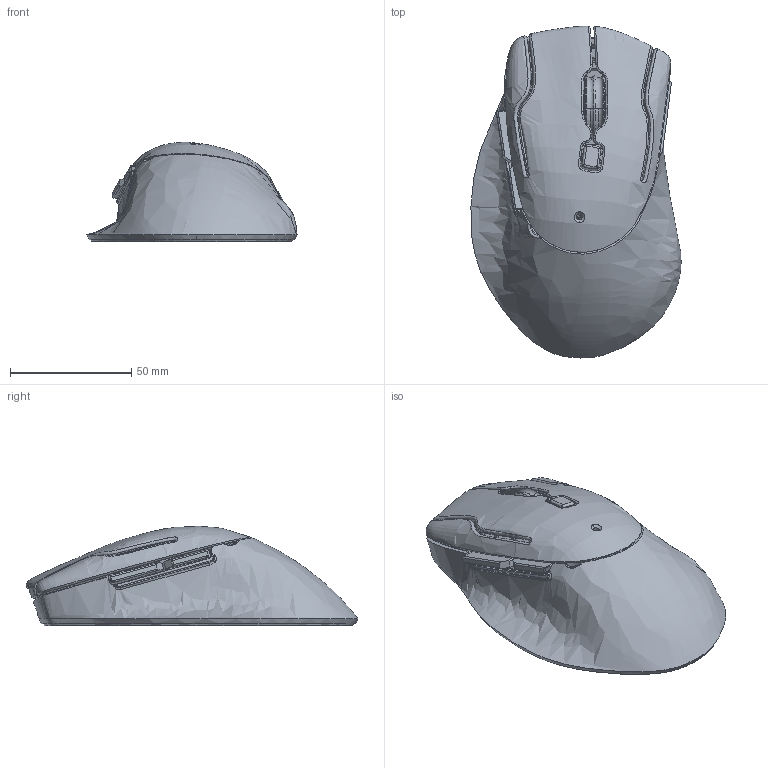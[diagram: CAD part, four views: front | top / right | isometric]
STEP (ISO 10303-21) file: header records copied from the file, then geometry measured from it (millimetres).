
FILE_DESCRIPTION (( 'STEP AP203' ), '1' );
FILE_NAME ('PloopyMouse.STEP', '2021-10-26T02:01:25', ( '' ), ( '' ), 'SwSTEP 2.0', 'SolidWorks 2020', '' );
FILE_SCHEMA (( 'CONFIG_CONTROL_DESIGN' ));
Length unit declared in the file: millimetre
Products named in the file (6): Scroll Wheel^QMM - QMK Mouse - STEP Export; RightButtons; Scroll Wheel Spring^QMM - QMK Mouse - STEP Export; LeftButtons^QMM - QMK Mouse - STEP Export; PloopyMouse; MouseBody
Assembly tree (5 placements, depth 2):
  PloopyMouse
    Scroll Wheel^QMM - QMK Mouse - STEP Export
    Scroll Wheel Spring^QMM - QMK Mouse - STEP Export
    MouseBody
    LeftButtons^QMM - QMK Mouse - STEP Export
    RightButtons
Bounding box: 86.82 x 137.11 x 41.08 mm (x, y, z)
Volume: 109362.7 mm3; surface area: 77929.1 mm2
Topology: 9 solids, 9 shells, 3102 faces, 8600 edges, 5486 vertices
Faces by surface type: plane 908, cylinder 858, bspline 764, cone 467, torus 96, sphere 9
Entity records: 307729 total; most frequent: CARTESIAN_POINT 235555, ORIENTED_EDGE 17148, DIRECTION 11870, EDGE_CURVE 8574, VERTEX_POINT 5485, AXIS2_PLACEMENT_3D 4222, VECTOR 3426, LINE 3426
